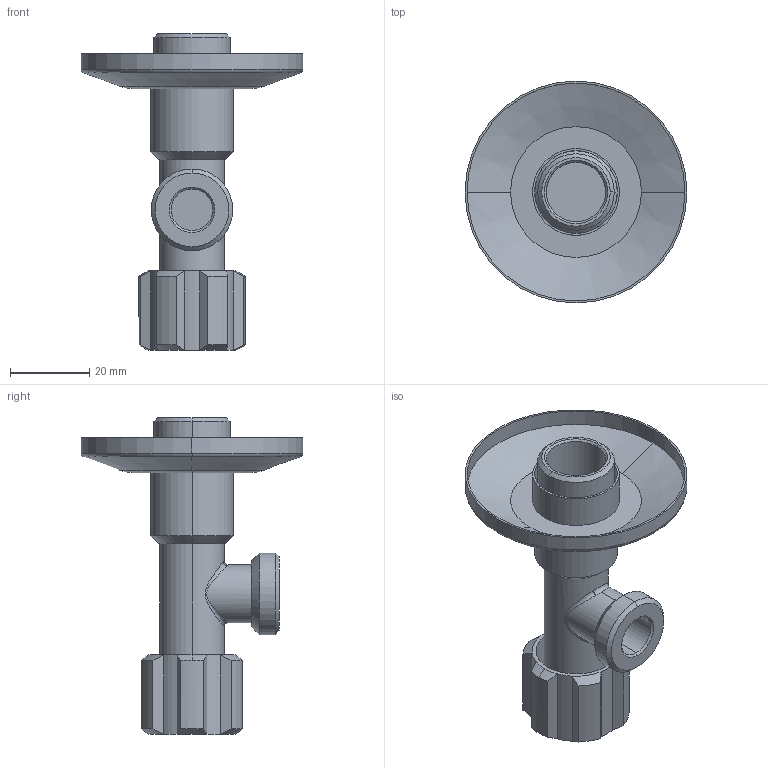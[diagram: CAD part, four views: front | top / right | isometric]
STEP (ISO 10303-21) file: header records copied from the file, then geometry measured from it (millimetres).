
FILE_DESCRIPTION (( 'STEP AP203' ), '1' );
FILE_NAME ('AAZ301267.STEP', '2025-07-09T08:23:48', ( '' ), ( '' ), 'SwSTEP 2.0', 'SolidWorks 2021', '' );
FILE_SCHEMA (( 'CONFIG_CONTROL_DESIGN' ));
Length unit declared in the file: millimetre
Products named in the file (3): AAZ301267_1; AAZ301267_2; AAZ301267
Assembly tree (2 placements, depth 2):
  AAZ301267
    AAZ301267_1
    AAZ301267_2
Bounding box: 56 x 56 x 80 mm (x, y, z)
Volume: 20478.6 mm3; surface area: 18634.6 mm2
Topology: 2 solids, 2 shells, 99 faces, 210 edges, 123 vertices
Faces by surface type: cylinder 37, cone 32, plane 24, torus 4, bspline 2
Entity records: 3470 total; most frequent: CARTESIAN_POINT 1019, DIRECTION 495, ORIENTED_EDGE 420, AXIS2_PLACEMENT_3D 213, EDGE_CURVE 210, VERTEX_POINT 123, CIRCLE 111, EDGE_LOOP 109
